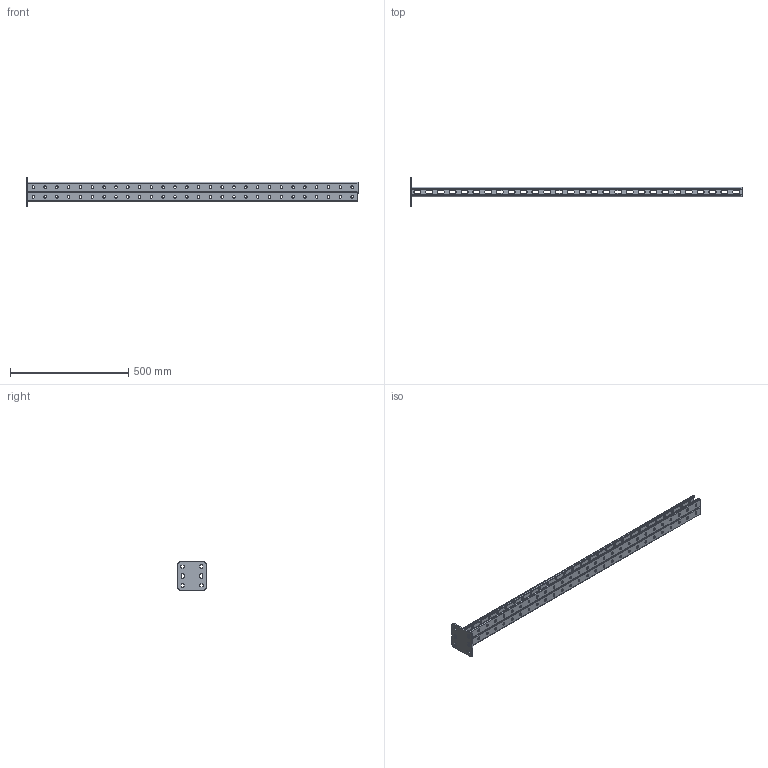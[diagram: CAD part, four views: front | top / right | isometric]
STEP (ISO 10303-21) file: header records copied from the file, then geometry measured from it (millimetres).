
FILE_DESCRIPTION (( 'STEP AP203' ), '1' );
FILE_NAME ('Êðîíøòåéí ïîòîëî÷íûé äâîéíîé_h41-1400.step', '2022-01-27T08:01:52', ( '' ), ( '' ), 'SwSTEP 2.0', 'SolidWorks 2017', '' );
FILE_SCHEMA (( 'CONFIG_CONTROL_DESIGN' ));
Length unit declared in the file: millimetre
Products named in the file (3): Êðîíøòåéí ïîòîëî÷íûé äâîéíîé_h41-1400; Ïÿòêà ïîòîëî÷êàÿ; STRUT-镳铘桦黖h41-1400
Assembly tree (3 placements, depth 2):
  Êðîíøòåéí ïîòîëî÷íûé äâîéíîé_h41-1400
    Ïÿòêà ïîòîëî÷êàÿ
    STRUT-镳铘桦黖h41-1400  x2
Bounding box: 1406 x 120 x 120 mm (x, y, z)
Volume: 935553.2 mm3; surface area: 766853.8 mm2
Topology: 3 solids, 3 shells, 3958 faces, 11854 edges, 7902 vertices
Faces by surface type: plane 3592, cylinder 366
Entity records: 66885 total; most frequent: CARTESIAN_POINT 11966, ORIENTED_EDGE 11956, DIRECTION 10368, EDGE_CURVE 5978, LINE 5594, VECTOR 5594, VERTEX_POINT 3985, AXIS2_PLACEMENT_3D 2387
